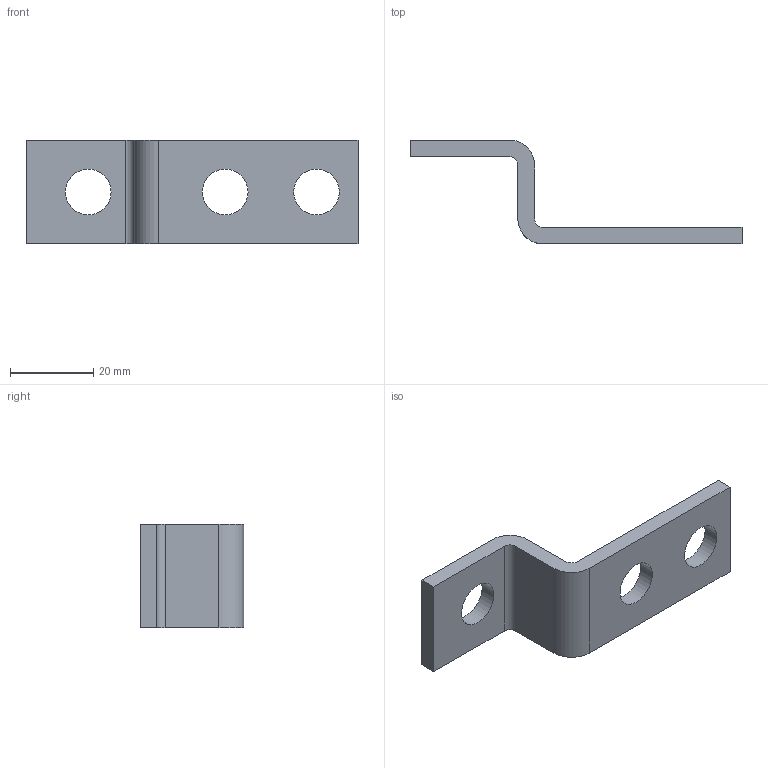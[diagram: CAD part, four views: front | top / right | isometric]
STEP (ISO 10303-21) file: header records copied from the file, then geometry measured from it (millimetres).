
FILE_DESCRIPTION(('CoCreate Modeling STEP Export'),'2;1');
FILE_NAME('5334934.stp','2019-04-23T12:34:45',(''),(''),'CoCreate Modeling STEP processor for AP214 (Solid Model)','CoCreate Modeling 16.00D 29-May-2009 (C) Parametric Technology GmbH','');
FILE_SCHEMA(('AUTOMOTIVE_DESIGN { 1 0 10303 214 1 1 1 1 }'));
Length unit declared in the file: millimetre
Products named in the file (1): Endstueck
Bounding box: 80 x 25 x 25 mm (x, y, z)
Volume: 8616.2 mm3; surface area: 5703.3 mm2
Topology: 1 solids, 1 shells, 20 faces, 54 edges, 36 vertices
Faces by surface type: plane 10, cylinder 10
Entity records: 627 total; most frequent: ORIENTED_EDGE 108, CARTESIAN_POINT 102, DIRECTION 98, EDGE_CURVE 54, VERTEX_POINT 36, VECTOR 34, LINE 34, AXIS2_PLACEMENT_3D 32
